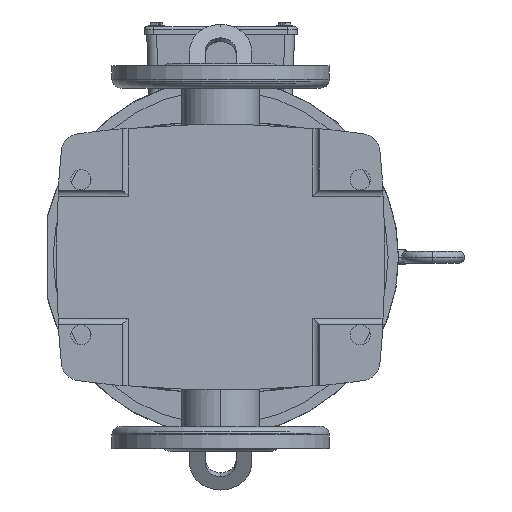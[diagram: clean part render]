
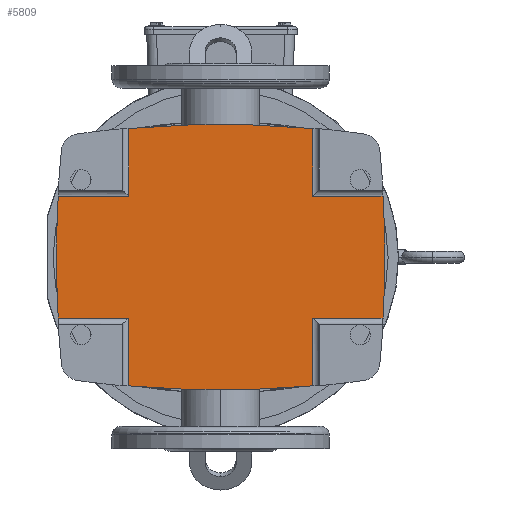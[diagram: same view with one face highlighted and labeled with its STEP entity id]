
A CAD part, front view. The second image highlights one B-rep face of the part: STEP entity #5809.
In plain terms, the highlighted planar face has unit normal (0, -1, 0).
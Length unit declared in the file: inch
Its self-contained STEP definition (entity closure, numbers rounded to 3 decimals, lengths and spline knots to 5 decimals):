
#543 = LINE ( 'NONE', #64093, #17776 ) ;
#1139 = VERTEX_POINT ( 'NONE', #63742 ) ;
#2644 = VERTEX_POINT ( 'NONE', #75906 ) ;
#3111 = CARTESIAN_POINT ( 'NONE',  ( 23.10315, 0.19685, 0. ) ) ;
#3722 = DIRECTION ( 'NONE',  ( 0., 0., 1. ) ) ;
#5243 = ORIENTED_EDGE ( 'NONE', *, *, #53081, .T. ) ;
#5809 = ADVANCED_FACE ( 'NONE', ( #71585 ), #46295, .F. ) ;
#6494 = DIRECTION ( 'NONE',  ( 0., 0., 1. ) ) ;
#7292 = CARTESIAN_POINT ( 'NONE',  ( -4.59646, 0.19685, -2.33625 ) ) ;
#7516 = CIRCLE ( 'NONE', #10855, 26.47079 ) ;
#9055 = EDGE_CURVE ( 'NONE', #44951, #12709, #16867, .T. ) ;
#9581 = DIRECTION ( 'NONE',  ( 0., 1., 0. ) ) ;
#9808 = CARTESIAN_POINT ( 'NONE',  ( 1.54265, 0.19685, 4.11924 ) ) ;
#10437 = DIRECTION ( 'NONE',  ( 0., 0., 1. ) ) ;
#10855 = AXIS2_PLACEMENT_3D ( 'NONE', #27947, #9581, #3722 ) ;
#12416 = LINE ( 'NONE', #7292, #48493 ) ;
#12661 = DIRECTION ( 'NONE',  ( 0., 0., 1. ) ) ;
#12709 = VERTEX_POINT ( 'NONE', #13250 ) ;
#12745 = LINE ( 'NONE', #17105, #66094 ) ;
#13250 = CARTESIAN_POINT ( 'NONE',  ( -1.54265, 0.19685, 4.11924 ) ) ;
#13625 = ORIENTED_EDGE ( 'NONE', *, *, #49319, .F. ) ;
#14203 = CARTESIAN_POINT ( 'NONE',  ( 3.26434, 0.19685, 2.33625 ) ) ;
#14381 = DIRECTION ( 'NONE',  ( 0., 1., 0. ) ) ;
#14744 = EDGE_CURVE ( 'NONE', #1139, #61389, #43404, .T. ) ;
#15039 = AXIS2_PLACEMENT_3D ( 'NONE', #27567, #15088, #58135 ) ;
#15088 = DIRECTION ( 'NONE',  ( 0., -1., 0. ) ) ;
#16539 = CARTESIAN_POINT ( 'NONE',  ( 1.54265, 0.19685, 2.33625 ) ) ;
#16790 = DIRECTION ( 'NONE',  ( 0., 0., 1. ) ) ;
#16867 = CIRCLE ( 'NONE', #60256, 27.26527 ) ;
#17105 = CARTESIAN_POINT ( 'NONE',  ( 1.54265, 0.19685, -4.59646 ) ) ;
#17776 = VECTOR ( 'NONE', #46017, 39.37008 ) ;
#18342 = AXIS2_PLACEMENT_3D ( 'NONE', #3111, #39561, #56572 ) ;
#18669 = CIRCLE ( 'NONE', #66772, 27.26527 ) ;
#18826 = CARTESIAN_POINT ( 'NONE',  ( -1.54265, 0.19685, -2.33625 ) ) ;
#20906 = AXIS2_PLACEMENT_3D ( 'NONE', #21289, #14381, #69409 ) ;
#20985 = EDGE_CURVE ( 'NONE', #2644, #52955, #12745, .T. ) ;
#21289 = CARTESIAN_POINT ( 'NONE',  ( 0., 0.19685, 23.10236 ) ) ;
#21691 = CIRCLE ( 'NONE', #15039, 27.26527 ) ;
#23401 = ORIENTED_EDGE ( 'NONE', *, *, #20985, .T. ) ;
#24300 = ORIENTED_EDGE ( 'NONE', *, *, #26769, .F. ) ;
#25831 = CARTESIAN_POINT ( 'NONE',  ( -1.54265, 0.19685, -4.11924 ) ) ;
#25896 = DIRECTION ( 'NONE',  ( 1., 0., 0. ) ) ;
#26769 = EDGE_CURVE ( 'NONE', #60031, #59351, #543, .T. ) ;
#27083 = LINE ( 'NONE', #33722, #30933 ) ;
#27360 = DIRECTION ( 'NONE',  ( 0., 0., 1. ) ) ;
#27567 = CARTESIAN_POINT ( 'NONE',  ( 0., 0.19685, -23.10236 ) ) ;
#27655 = LINE ( 'NONE', #45459, #56190 ) ;
#27784 = DIRECTION ( 'NONE',  ( 0., 0., 1. ) ) ;
#27947 = CARTESIAN_POINT ( 'NONE',  ( -23.10315, 0.19685, 0. ) ) ;
#28227 = LINE ( 'NONE', #55691, #64393 ) ;
#28362 = CARTESIAN_POINT ( 'NONE',  ( -4.59646, 0.19685, 2.33625 ) ) ;
#29170 = VERTEX_POINT ( 'NONE', #64080 ) ;
#29537 = AXIS2_PLACEMENT_3D ( 'NONE', #76833, #40455, #16790 ) ;
#30933 = VECTOR ( 'NONE', #46202, 39.37008 ) ;
#30948 = EDGE_LOOP ( 'NONE', ( #13625, #31150, #65485, #65672, #61065, #76381, #31910, #23401, #31999, #75296, #24300, #5243, #77394, #33652 ) ) ;
#31104 = EDGE_CURVE ( 'NONE', #59351, #29170, #7516, .T. ) ;
#31150 = ORIENTED_EDGE ( 'NONE', *, *, #48989, .F. ) ;
#31750 = CARTESIAN_POINT ( 'NONE',  ( 0., 0.19685, 4.16291 ) ) ;
#31910 = ORIENTED_EDGE ( 'NONE', *, *, #36671, .F. ) ;
#31999 = ORIENTED_EDGE ( 'NONE', *, *, #47015, .T. ) ;
#32561 = EDGE_CURVE ( 'NONE', #48529, #44951, #21691, .T. ) ;
#33652 = ORIENTED_EDGE ( 'NONE', *, *, #9055, .T. ) ;
#33722 = CARTESIAN_POINT ( 'NONE',  ( -4.59646, 0.19685, -2.33625 ) ) ;
#35778 = EDGE_CURVE ( 'NONE', #49965, #57340, #49063, .T. ) ;
#36671 = EDGE_CURVE ( 'NONE', #2644, #1139, #18669, .T. ) ;
#36987 = CARTESIAN_POINT ( 'NONE',  ( 1.54265, 0.19685, -2.33625 ) ) ;
#39561 = DIRECTION ( 'NONE',  ( 0., -1., 0. ) ) ;
#40455 = DIRECTION ( 'NONE',  ( 0., 1., 0. ) ) ;
#42582 = LINE ( 'NONE', #28362, #59637 ) ;
#42989 = CARTESIAN_POINT ( 'NONE',  ( -1.54265, 0.19685, -4.59646 ) ) ;
#43404 = CIRCLE ( 'NONE', #20906, 27.26527 ) ;
#44951 = VERTEX_POINT ( 'NONE', #31750 ) ;
#45459 = CARTESIAN_POINT ( 'NONE',  ( 1.54265, 0.19685, -4.59646 ) ) ;
#45887 = CARTESIAN_POINT ( 'NONE',  ( 0., 0.19685, -23.10236 ) ) ;
#46017 = DIRECTION ( 'NONE',  ( 1., 0., 0. ) ) ;
#46202 = DIRECTION ( 'NONE',  ( 1., 0., 0. ) ) ;
#46295 = PLANE ( 'NONE',  #29537 ) ;
#47015 = EDGE_CURVE ( 'NONE', #52955, #29170, #27083, .T. ) ;
#48493 = VECTOR ( 'NONE', #25896, 39.37008 ) ;
#48529 = VERTEX_POINT ( 'NONE', #9808 ) ;
#48989 = EDGE_CURVE ( 'NONE', #49965, #51869, #42582, .T. ) ;
#49063 = CIRCLE ( 'NONE', #18342, 26.47079 ) ;
#49319 = EDGE_CURVE ( 'NONE', #51869, #12709, #28227, .T. ) ;
#49965 = VERTEX_POINT ( 'NONE', #56373 ) ;
#51869 = VERTEX_POINT ( 'NONE', #74319 ) ;
#51985 = DIRECTION ( 'NONE',  ( 0., -1., 0. ) ) ;
#52955 = VERTEX_POINT ( 'NONE', #36987 ) ;
#53081 = EDGE_CURVE ( 'NONE', #60031, #48529, #27655, .T. ) ;
#54066 = EDGE_CURVE ( 'NONE', #57340, #56752, #12416, .T. ) ;
#55691 = CARTESIAN_POINT ( 'NONE',  ( -1.54265, 0.19685, -4.59646 ) ) ;
#56190 = VECTOR ( 'NONE', #27360, 39.37008 ) ;
#56373 = CARTESIAN_POINT ( 'NONE',  ( -3.26434, 0.19685, 2.33625 ) ) ;
#56572 = DIRECTION ( 'NONE',  ( 0., 0., 1. ) ) ;
#56752 = VERTEX_POINT ( 'NONE', #18826 ) ;
#57340 = VERTEX_POINT ( 'NONE', #68334 ) ;
#58135 = DIRECTION ( 'NONE',  ( 0., 0., 1. ) ) ;
#59351 = VERTEX_POINT ( 'NONE', #14203 ) ;
#59637 = VECTOR ( 'NONE', #77517, 39.37008 ) ;
#60031 = VERTEX_POINT ( 'NONE', #16539 ) ;
#60256 = AXIS2_PLACEMENT_3D ( 'NONE', #45887, #51985, #27784 ) ;
#61065 = ORIENTED_EDGE ( 'NONE', *, *, #73364, .F. ) ;
#61389 = VERTEX_POINT ( 'NONE', #25831 ) ;
#61532 = LINE ( 'NONE', #42989, #70997 ) ;
#61727 = DIRECTION ( 'NONE',  ( 0., 1., 0. ) ) ;
#63742 = CARTESIAN_POINT ( 'NONE',  ( 0., 0.19685, -4.16291 ) ) ;
#64080 = CARTESIAN_POINT ( 'NONE',  ( 3.26434, 0.19685, -2.33625 ) ) ;
#64093 = CARTESIAN_POINT ( 'NONE',  ( -4.59646, 0.19685, 2.33625 ) ) ;
#64393 = VECTOR ( 'NONE', #6494, 39.37008 ) ;
#65485 = ORIENTED_EDGE ( 'NONE', *, *, #35778, .T. ) ;
#65672 = ORIENTED_EDGE ( 'NONE', *, *, #54066, .T. ) ;
#66094 = VECTOR ( 'NONE', #10437, 39.37008 ) ;
#66772 = AXIS2_PLACEMENT_3D ( 'NONE', #73448, #61727, #67095 ) ;
#67095 = DIRECTION ( 'NONE',  ( 0., 0., 1. ) ) ;
#68334 = CARTESIAN_POINT ( 'NONE',  ( -3.26434, 0.19685, -2.33625 ) ) ;
#69409 = DIRECTION ( 'NONE',  ( 0., 0., 1. ) ) ;
#70997 = VECTOR ( 'NONE', #12661, 39.37008 ) ;
#71585 = FACE_OUTER_BOUND ( 'NONE', #30948, .T. ) ;
#73364 = EDGE_CURVE ( 'NONE', #61389, #56752, #61532, .T. ) ;
#73448 = CARTESIAN_POINT ( 'NONE',  ( 0., 0.19685, 23.10236 ) ) ;
#74319 = CARTESIAN_POINT ( 'NONE',  ( -1.54265, 0.19685, 2.33625 ) ) ;
#75296 = ORIENTED_EDGE ( 'NONE', *, *, #31104, .F. ) ;
#75906 = CARTESIAN_POINT ( 'NONE',  ( 1.54265, 0.19685, -4.11924 ) ) ;
#76381 = ORIENTED_EDGE ( 'NONE', *, *, #14744, .F. ) ;
#76833 = CARTESIAN_POINT ( 'NONE',  ( -1.54265, 0.19685, -4.59646 ) ) ;
#77394 = ORIENTED_EDGE ( 'NONE', *, *, #32561, .T. ) ;
#77517 = DIRECTION ( 'NONE',  ( 1., 0., 0. ) ) ;
